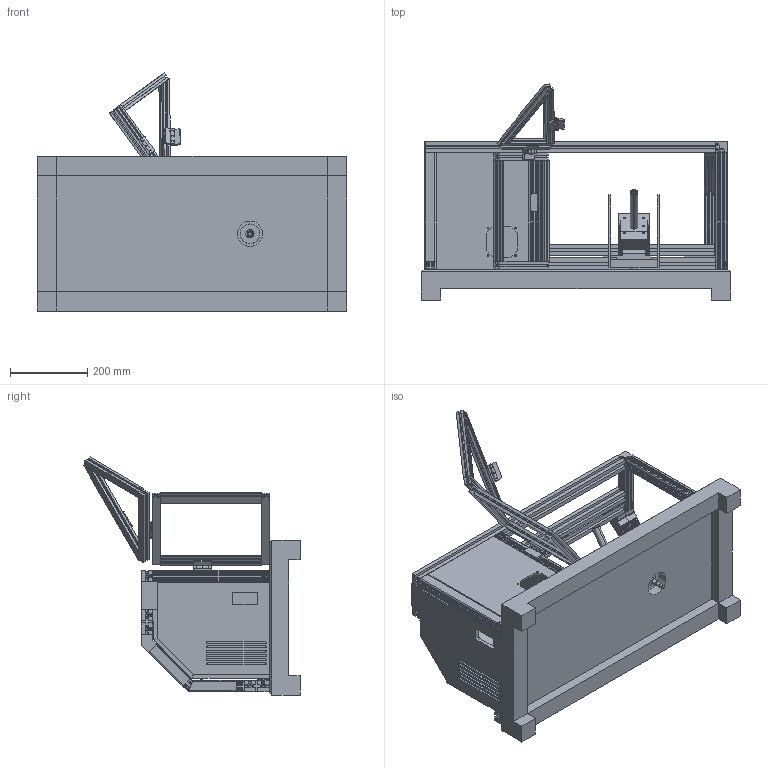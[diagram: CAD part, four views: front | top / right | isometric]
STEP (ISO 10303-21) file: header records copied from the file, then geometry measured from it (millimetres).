
FILE_DESCRIPTION((''),'2;1');
FILE_NAME('IKANONE_ASM_V1_ASM','2017-05-08T',('Johannes Kern'),('Institut fuer Produktentwicklung, KIT'),'CREO PARAMETRIC BY PTC INC, 2015380','CREO PARAMETRIC BY PTC INC, 2015380','');
FILE_SCHEMA(('CONFIG_CONTROL_DESIGN'));
Products named in the file (46): IKANONE_BODENPLATTE_V1; Y_ACHSEN_LAGERUNG; ZWISCHENPLATTE; X-ACHSENLAGERUNG; HALTERUNG_SPULE; IKANONE_ROHRHALTERUNG_V1; IKANONE_ROHRHALTERUNG2_V1; IKANONE_TEFLONROHR_V1; IKANONE_X_FUEHRUNG_V1; 30X30_3N_1; IKANONE_BB_FRONT1_V1; IKANONE_BB_SEITENPLATTE_3_V1; IKANONE_BB_FRONT_QUER_V1; IKANONE_BB_DECKPLATTE_V1; GLEITER_MITTIG; 30X30_3N_2; VERBINDER_45; PROFIL_6_30X30_2N90_QUER; PROFIL_6_30X30_2N90_QUER_SPG; PROFIL_6_30X30_2N90_2; PROFIL_6_30X30_2N90_SPG; PROFIL_6_30X30_2N90_QUER_SPG_2; PROFIL_6_30X30_2N90_3; PROFIL_6_30X30_1N_3; PROFIL_6_30X30_4_V1; IKANONE_BB_RUECKPLATTE_V1; PROFIL_6_30X30_1N_6; PROFIL_6_30X30_1N_7; IKANONE_BB_DECKPLATTE_V1_2; IKANONE_BB_SEITEPLATTE_2_V1; IKANONE_BB_SEITENPLATTE_V1; BOSCH384_1RN967JK18TN6X6WHYF_01; BOSCH384_1RN967JK18TN6X6WHYF_02; BOSCH384_1RN967JK18TN6X6WHYF_03; SCHARNIER_20X30_ASM; 20X20_6_1; 20X20_6_3N_1; 20X20_6_3N_2; BOSCH384_C0KNIOS1CAHKEKP6CNL_03; BOSCH384_C0KNIOS1CAHKEKP6CNL_02 ...
Assembly tree (59 placements, depth 3):
  IKANONE_ASM_V1_ASM
    IKANONE_BODENPLATTE_V1
    Y_ACHSEN_LAGERUNG
    ZWISCHENPLATTE
    X-ACHSENLAGERUNG
    HALTERUNG_SPULE
    IKANONE_ROHRHALTERUNG_V1
    IKANONE_ROHRHALTERUNG2_V1
    IKANONE_TEFLONROHR_V1
    IKANONE_X_FUEHRUNG_V1  x2
    30X30_3N_1  x3
    IKANONE_BB_FRONT1_V1
    IKANONE_BB_SEITENPLATTE_3_V1
    IKANONE_BB_FRONT_QUER_V1
    IKANONE_BB_DECKPLATTE_V1
    GLEITER_MITTIG  x4
    30X30_3N_2  x2
    VERBINDER_45  x3
    PROFIL_6_30X30_2N90_QUER
    PROFIL_6_30X30_2N90_QUER_SPG
    PROFIL_6_30X30_2N90_2
    PROFIL_6_30X30_2N90_SPG  x2
    PROFIL_6_30X30_2N90_QUER_SPG_2
    PROFIL_6_30X30_2N90_3
    PROFIL_6_30X30_1N_3  x2
    PROFIL_6_30X30_4_V1
    IKANONE_BB_RUECKPLATTE_V1
    PROFIL_6_30X30_1N_6
    PROFIL_6_30X30_1N_7
    IKANONE_BB_DECKPLATTE_V1_2
    IKANONE_BB_SEITEPLATTE_2_V1
    IKANONE_BB_SEITENPLATTE_V1
    SCHARNIER_20X30_ASM
      BOSCH384_1RN967JK18TN6X6WHYF_01
      BOSCH384_1RN967JK18TN6X6WHYF_02
      BOSCH384_1RN967JK18TN6X6WHYF_03
    20X20_6_1
    20X20_6_3N_1  x3
    20X20_6_3N_2
    SCHARNIER_20X20_ASM  x2
      BOSCH384_C0KNIOS1CAHKEKP6CNL_03
      BOSCH384_C0KNIOS1CAHKEKP6CNL_02
      BOSCH384_C0KNIOS1CAHKEKP6CNL_01
    20X20_6_3N_4
    20X20_6_3N_3
    IKANONE_BB_MV_STIFT_V1
Bounding box: 800 x 559.69 x 616.24 mm (x, y, z)
Volume: 18988943.7 mm3; surface area: 3290538 mm2
Topology: 59 solids, 69 shells, 3460 faces, 9603 edges, 6406 vertices
Faces by surface type: plane 2102, cylinder 1322, cone 36
Entity records: 91944 total; most frequent: CARTESIAN_POINT 17332, ORIENTED_EDGE 15522, DIRECTION 15301, EDGE_CURVE 7781, VECTOR 5549, LINE 5549, VERTEX_POINT 5196, AXIS2_PLACEMENT_3D 4876
